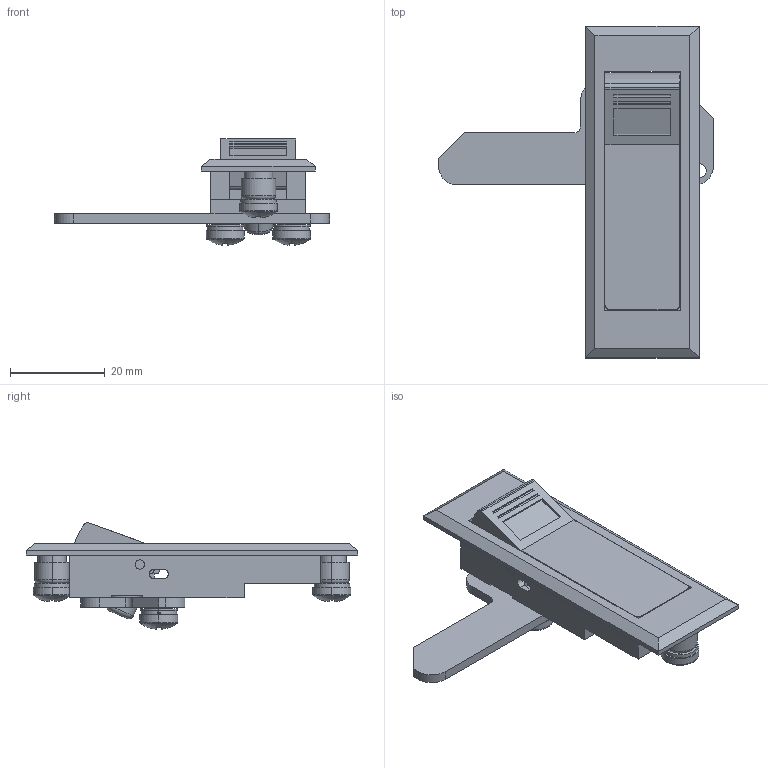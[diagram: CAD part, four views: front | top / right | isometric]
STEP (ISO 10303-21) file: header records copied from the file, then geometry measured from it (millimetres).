
FILE_DESCRIPTION (( 'STEP AP203' ), '1' );
FILE_NAME ('sone3D.STEP', '2013-08-05T06:54:31', ( '' ), ( '' ), 'SwSTEP 2.0', 'SolidWorks 2012', '' );
FILE_SCHEMA (( 'CONFIG_CONTROL_DESIGN' ));
Length unit declared in the file: millimetre
Products named in the file (10): A-1251-4-2僔儍僼僩_; A-1251-4-2僴儞僪儖_; A-1251-4-2本体_; sone3D; 十字穴付なべねじM4; 平ワッシャーM4小型丸_JIS B 1256 Small circular 4; 廫帤寠晅側傋偹偠M4_M4亊6; スプリングワッシャーM4_JIS B 1251 No.2 4; A-1251-4-2取付用おわん_; A-1251-4-2止め金_
Assembly tree (15 placements, depth 3):
  sone3D
    A-1251-4-2本体_
    A-1251-4-2僴儞僪儖_
    A-1251-4-2僔儍僼僩_
    A-1251-4-2止め金_
    A-1251-4-2取付用おわん_  x2
    スプリングワッシャーM4_JIS B 1251 No.2 4  x2
    廫帤寠晅側傋偹偠M4_M4亊6  x2
    十字穴付なべねじM4  x2
      廫帤寠晅側傋偹偠M4_M4亊6
      スプリングワッシャーM4_JIS B 1251 No.2 4
      平ワッシャーM4小型丸_JIS B 1256 Small circular 4
Bounding box: 58 x 70 x 22.47 mm (x, y, z)
Volume: 11747.9 mm3; surface area: 12422.5 mm2
Topology: 16 solids, 16 shells, 353 faces, 883 edges, 572 vertices
Faces by surface type: plane 202, cylinder 111, torus 22, sphere 12, bspline 6
Entity records: 9056 total; most frequent: CARTESIAN_POINT 1648, DIRECTION 1330, ORIENTED_EDGE 1270, EDGE_CURVE 635, AXIS2_PLACEMENT_3D 466, VERTEX_POINT 410, VECTOR 398, LINE 398
